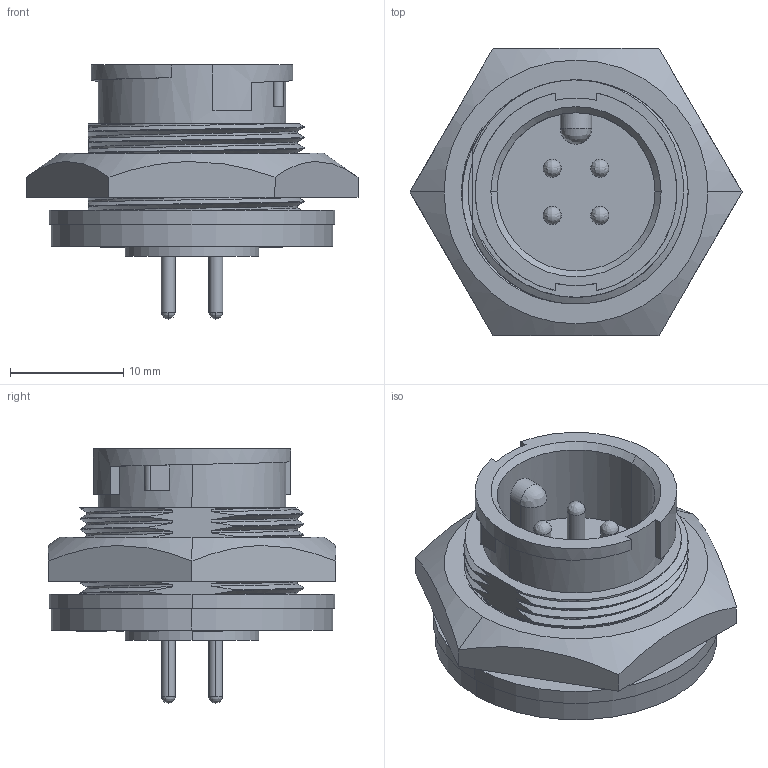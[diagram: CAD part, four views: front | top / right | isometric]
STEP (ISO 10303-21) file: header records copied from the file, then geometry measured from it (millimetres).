
FILE_DESCRIPTION (( 'STEP AP203' ), '1' );
FILE_NAME ('4381-4PG-300.STEP', '2018-08-10T16:41:21', ( '' ), ( '' ), 'SwSTEP 2.0', 'SolidWorks 2017', '' );
FILE_SCHEMA (( 'CONFIG_CONTROL_DESIGN' ));
Length unit declared in the file: inch
Products named in the file (1): 4381-4PG-300
Bounding box: 29.33 x 25.4 x 22.45 mm (x, y, z)
Volume: 4816 mm3; surface area: 4108 mm2
Topology: 2 solids, 3 shells, 268 faces, 740 edges, 476 vertices
Faces by surface type: plane 108, bspline 81, cylinder 75, cone 4
Entity records: 17338 total; most frequent: CARTESIAN_POINT 11281, ORIENTED_EDGE 1428, DIRECTION 966, EDGE_CURVE 714, VERTEX_POINT 476, LINE 376, VECTOR 376, AXIS2_PLACEMENT_3D 295
